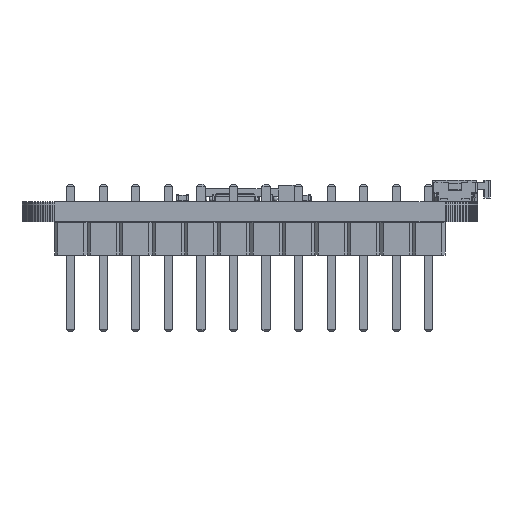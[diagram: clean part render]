
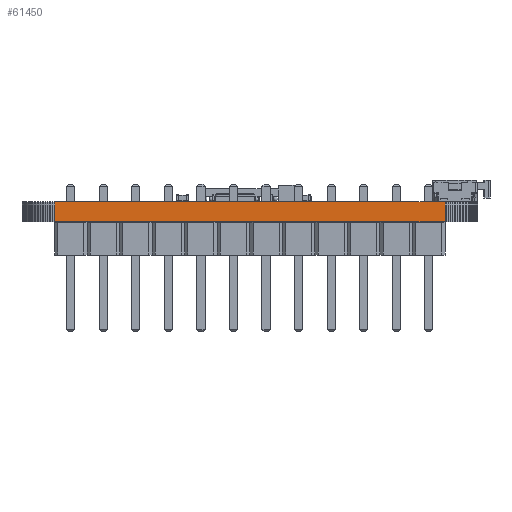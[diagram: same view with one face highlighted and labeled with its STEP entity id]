
A CAD part, left-side view. The second image highlights one B-rep face of the part: STEP entity #61450.
In plain terms, the highlighted planar face has unit normal (-1, 0, 0).
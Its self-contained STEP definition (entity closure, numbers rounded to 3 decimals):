
#52346 = PLANE('',#52347);
#52347 = AXIS2_PLACEMENT_3D('',#52348,#52349,#52350);
#52348 = CARTESIAN_POINT('',(128.19,-74.16,1.56));
#52349 = DIRECTION('',(-0.,-0.,-1.));
#52350 = DIRECTION('',(-1.,0.,0.));
#52400 = PLANE('',#52401);
#52401 = AXIS2_PLACEMENT_3D('',#52402,#52403,#52404);
#52402 = CARTESIAN_POINT('',(128.19,-74.16,0.));
#52403 = DIRECTION('',(-0.,-0.,-1.));
#52404 = DIRECTION('',(-1.,0.,0.));
#54861 = VERTEX_POINT('',#54862);
#54862 = CARTESIAN_POINT('',(106.6,-89.4,0.));
#54876 = PLANE('',#54877);
#54877 = AXIS2_PLACEMENT_3D('',#54878,#54879,#54880);
#54878 = CARTESIAN_POINT('',(106.604,-89.542,0.));
#54879 = DIRECTION('',(-1.,-0.028,0.));
#54880 = DIRECTION('',(-0.028,1.,0.));
#54888 = EDGE_CURVE('',#54861,#54889,#54891,.T.);
#54889 = VERTEX_POINT('',#54890);
#54890 = CARTESIAN_POINT('',(106.6,-58.92,0.));
#54891 = SURFACE_CURVE('',#54892,(#54896,#54903),.PCURVE_S1.);
#54892 = LINE('',#54893,#54894);
#54893 = CARTESIAN_POINT('',(106.6,-89.4,0.));
#54894 = VECTOR('',#54895,1.);
#54895 = DIRECTION('',(0.,1.,0.));
#54896 = PCURVE('',#52400,#54897);
#54897 = DEFINITIONAL_REPRESENTATION('',(#54898),#54902);
#54898 = LINE('',#54899,#54900);
#54899 = CARTESIAN_POINT('',(21.59,-15.24));
#54900 = VECTOR('',#54901,1.);
#54901 = DIRECTION('',(0.,1.));
#54902 = ( GEOMETRIC_REPRESENTATION_CONTEXT(2) 
PARAMETRIC_REPRESENTATION_CONTEXT() REPRESENTATION_CONTEXT('2D SPACE',''
  ) );
#54903 = PCURVE('',#54904,#54909);
#54904 = PLANE('',#54905);
#54905 = AXIS2_PLACEMENT_3D('',#54906,#54907,#54908);
#54906 = CARTESIAN_POINT('',(106.6,-89.4,0.));
#54907 = DIRECTION('',(-1.,0.,0.));
#54908 = DIRECTION('',(0.,1.,0.));
#54909 = DEFINITIONAL_REPRESENTATION('',(#54910),#54914);
#54910 = LINE('',#54911,#54912);
#54911 = CARTESIAN_POINT('',(0.,0.));
#54912 = VECTOR('',#54913,1.);
#54913 = DIRECTION('',(1.,0.));
#54914 = ( GEOMETRIC_REPRESENTATION_CONTEXT(2) 
PARAMETRIC_REPRESENTATION_CONTEXT() REPRESENTATION_CONTEXT('2D SPACE',''
  ) );
#54932 = PLANE('',#54933);
#54933 = AXIS2_PLACEMENT_3D('',#54934,#54935,#54936);
#54934 = CARTESIAN_POINT('',(106.6,-58.92,0.));
#54935 = DIRECTION('',(-1.,0.028,0.));
#54936 = DIRECTION('',(0.028,1.,0.));
#58454 = VERTEX_POINT('',#58455);
#58455 = CARTESIAN_POINT('',(106.6,-89.4,1.56));
#58476 = EDGE_CURVE('',#58454,#58477,#58479,.T.);
#58477 = VERTEX_POINT('',#58478);
#58478 = CARTESIAN_POINT('',(106.6,-58.92,1.56));
#58479 = SURFACE_CURVE('',#58480,(#58484,#58491),.PCURVE_S1.);
#58480 = LINE('',#58481,#58482);
#58481 = CARTESIAN_POINT('',(106.6,-89.4,1.56));
#58482 = VECTOR('',#58483,1.);
#58483 = DIRECTION('',(0.,1.,0.));
#58484 = PCURVE('',#52346,#58485);
#58485 = DEFINITIONAL_REPRESENTATION('',(#58486),#58490);
#58486 = LINE('',#58487,#58488);
#58487 = CARTESIAN_POINT('',(21.59,-15.24));
#58488 = VECTOR('',#58489,1.);
#58489 = DIRECTION('',(0.,1.));
#58490 = ( GEOMETRIC_REPRESENTATION_CONTEXT(2) 
PARAMETRIC_REPRESENTATION_CONTEXT() REPRESENTATION_CONTEXT('2D SPACE',''
  ) );
#58491 = PCURVE('',#54904,#58492);
#58492 = DEFINITIONAL_REPRESENTATION('',(#58493),#58497);
#58493 = LINE('',#58494,#58495);
#58494 = CARTESIAN_POINT('',(0.,-1.56));
#58495 = VECTOR('',#58496,1.);
#58496 = DIRECTION('',(1.,0.));
#58497 = ( GEOMETRIC_REPRESENTATION_CONTEXT(2) 
PARAMETRIC_REPRESENTATION_CONTEXT() REPRESENTATION_CONTEXT('2D SPACE',''
  ) );
#61400 = EDGE_CURVE('',#54889,#58477,#61401,.T.);
#61401 = SURFACE_CURVE('',#61402,(#61406,#61413),.PCURVE_S1.);
#61402 = LINE('',#61403,#61404);
#61403 = CARTESIAN_POINT('',(106.6,-58.92,0.));
#61404 = VECTOR('',#61405,1.);
#61405 = DIRECTION('',(0.,0.,1.));
#61406 = PCURVE('',#54932,#61407);
#61407 = DEFINITIONAL_REPRESENTATION('',(#61408),#61412);
#61408 = LINE('',#61409,#61410);
#61409 = CARTESIAN_POINT('',(0.,0.));
#61410 = VECTOR('',#61411,1.);
#61411 = DIRECTION('',(0.,-1.));
#61412 = ( GEOMETRIC_REPRESENTATION_CONTEXT(2) 
PARAMETRIC_REPRESENTATION_CONTEXT() REPRESENTATION_CONTEXT('2D SPACE',''
  ) );
#61413 = PCURVE('',#54904,#61414);
#61414 = DEFINITIONAL_REPRESENTATION('',(#61415),#61419);
#61415 = LINE('',#61416,#61417);
#61416 = CARTESIAN_POINT('',(30.48,0.));
#61417 = VECTOR('',#61418,1.);
#61418 = DIRECTION('',(0.,-1.));
#61419 = ( GEOMETRIC_REPRESENTATION_CONTEXT(2) 
PARAMETRIC_REPRESENTATION_CONTEXT() REPRESENTATION_CONTEXT('2D SPACE',''
  ) );
#61450 = ADVANCED_FACE('',(#61451),#54904,.T.);
#61451 = FACE_BOUND('',#61452,.T.);
#61452 = EDGE_LOOP('',(#61453,#61474,#61475,#61476));
#61453 = ORIENTED_EDGE('',*,*,#61454,.T.);
#61454 = EDGE_CURVE('',#54861,#58454,#61455,.T.);
#61455 = SURFACE_CURVE('',#61456,(#61460,#61467),.PCURVE_S1.);
#61456 = LINE('',#61457,#61458);
#61457 = CARTESIAN_POINT('',(106.6,-89.4,0.));
#61458 = VECTOR('',#61459,1.);
#61459 = DIRECTION('',(0.,0.,1.));
#61460 = PCURVE('',#54904,#61461);
#61461 = DEFINITIONAL_REPRESENTATION('',(#61462),#61466);
#61462 = LINE('',#61463,#61464);
#61463 = CARTESIAN_POINT('',(0.,0.));
#61464 = VECTOR('',#61465,1.);
#61465 = DIRECTION('',(0.,-1.));
#61466 = ( GEOMETRIC_REPRESENTATION_CONTEXT(2) 
PARAMETRIC_REPRESENTATION_CONTEXT() REPRESENTATION_CONTEXT('2D SPACE',''
  ) );
#61467 = PCURVE('',#54876,#61468);
#61468 = DEFINITIONAL_REPRESENTATION('',(#61469),#61473);
#61469 = LINE('',#61470,#61471);
#61470 = CARTESIAN_POINT('',(0.142,0.));
#61471 = VECTOR('',#61472,1.);
#61472 = DIRECTION('',(0.,-1.));
#61473 = ( GEOMETRIC_REPRESENTATION_CONTEXT(2) 
PARAMETRIC_REPRESENTATION_CONTEXT() REPRESENTATION_CONTEXT('2D SPACE',''
  ) );
#61474 = ORIENTED_EDGE('',*,*,#58476,.T.);
#61475 = ORIENTED_EDGE('',*,*,#61400,.F.);
#61476 = ORIENTED_EDGE('',*,*,#54888,.F.);
